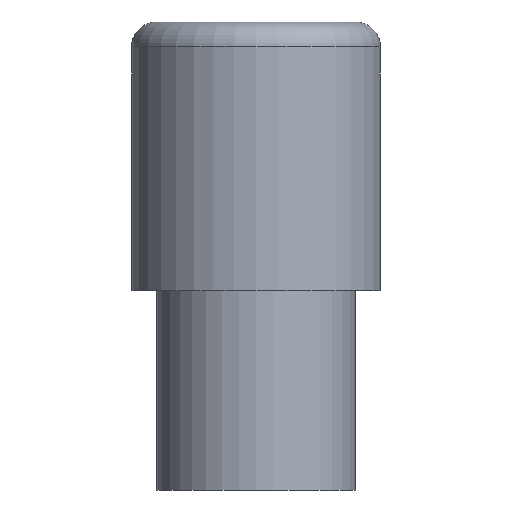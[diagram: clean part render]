
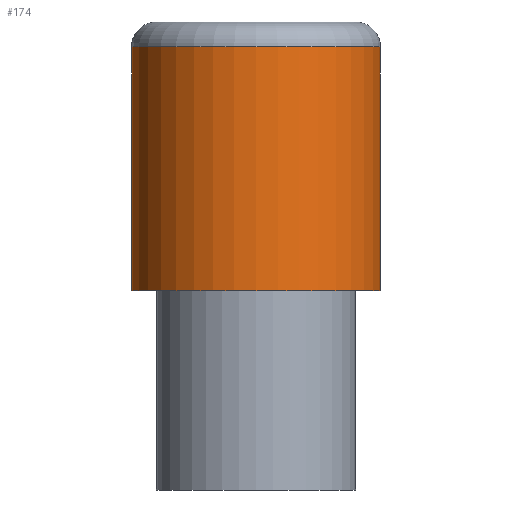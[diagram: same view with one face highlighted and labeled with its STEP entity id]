
A CAD part, left-side view. The second image highlights one B-rep face of the part: STEP entity #174.
In plain terms, the highlighted cylindrical face has radius 50 mm (diameter 100 mm), a full revolution.
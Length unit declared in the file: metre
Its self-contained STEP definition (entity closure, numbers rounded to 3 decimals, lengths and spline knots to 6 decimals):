
#29=LINE('',#350,#31);
#30=LINE('',#367,#32);
#31=VECTOR('',#247,1.);
#32=VECTOR('',#248,1.);
#33=B_SPLINE_CURVE_WITH_KNOTS('',3,(#290,#291,#292,#293,#294,#295,#296,
#297,#298,#299,#300,#301,#302,#303,#304,#305),.UNSPECIFIED.,.F.,.F.,(4,
1,1,1,1,1,1,1,1,1,1,1,1,4),(0.,0.008912,0.013368,
0.017824,0.02228,0.026736,0.031192,
0.035648,0.040104,0.044561,0.053473,
0.057929,0.062385,0.071297),.UNSPECIFIED.);
#34=B_SPLINE_CURVE_WITH_KNOTS('',3,(#313,#314,#315,#316,#317,#318,#319,
#320,#321,#322,#323,#324,#325,#326,#327,#328),.UNSPECIFIED.,.F.,.F.,(4,
1,1,1,1,1,1,1,1,1,1,1,1,4),(0.,0.008912,0.013368,0.017824,
0.02228,0.026736,0.031192,0.035648,
0.040104,0.044561,0.053473,0.057929,
0.062385,0.071297),.UNSPECIFIED.);
#35=B_SPLINE_CURVE_WITH_KNOTS('',3,(#336,#337,#338,#339,#340,#341,#342,
#343,#344,#345,#346,#347,#348,#349),.UNSPECIFIED.,.F.,.F.,(4,1,1,1,1,1,
1,1,1,1,1,4),(0.,0.007357,0.011036,
0.014714,0.022071,0.02575,0.029428,
0.033107,0.036785,0.044142,0.051499,
0.058856),.UNSPECIFIED.);
#36=B_SPLINE_CURVE_WITH_KNOTS('',3,(#352,#353,#354,#355,#356,#357,#358,
#359,#360,#361,#362,#363,#364,#365),.UNSPECIFIED.,.F.,.F.,(4,1,1,1,1,1,
1,1,1,1,1,4),(0.,0.007359,0.011038,0.014718,
0.022076,0.025756,0.029435,0.033115,
0.036794,0.044153,0.051512,0.058871),
 .UNSPECIFIED.);
#44=ORIENTED_EDGE('',*,*,#84,.T.);
#45=ORIENTED_EDGE('',*,*,#85,.T.);
#46=ORIENTED_EDGE('',*,*,#78,.F.);
#47=ORIENTED_EDGE('',*,*,#86,.T.);
#48=ORIENTED_EDGE('',*,*,#82,.F.);
#49=ORIENTED_EDGE('',*,*,#87,.F.);
#50=ORIENTED_EDGE('',*,*,#88,.F.);
#51=ORIENTED_EDGE('',*,*,#89,.F.);
#78=EDGE_CURVE('',#98,#99,#33,.T.);
#82=EDGE_CURVE('',#102,#97,#34,.T.);
#84=EDGE_CURVE('',#104,#104,#117,.F.);
#85=EDGE_CURVE('',#105,#105,#118,.T.);
#86=EDGE_CURVE('',#98,#97,#35,.T.);
#87=EDGE_CURVE('',#106,#102,#29,.F.);
#88=EDGE_CURVE('',#107,#106,#36,.T.);
#89=EDGE_CURVE('',#99,#107,#30,.F.);
#97=VERTEX_POINT('',#288);
#98=VERTEX_POINT('',#289);
#99=VERTEX_POINT('',#306);
#102=VERTEX_POINT('',#312);
#104=VERTEX_POINT('',#333);
#105=VERTEX_POINT('',#335);
#106=VERTEX_POINT('',#351);
#107=VERTEX_POINT('',#366);
#117=CIRCLE('',#207,0.05);
#118=CIRCLE('',#208,0.05);
#128=EDGE_LOOP('',(#44));
#129=EDGE_LOOP('',(#45));
#130=EDGE_LOOP('',(#46,#47,#48,#49,#50,#51));
#149=FACE_BOUND('',#128,.T.);
#150=FACE_BOUND('',#129,.T.);
#151=FACE_BOUND('',#130,.T.);
#169=CYLINDRICAL_SURFACE('',#206,0.05);
#174=ADVANCED_FACE('',(#149,#150,#151),#169,.T.);
#206=AXIS2_PLACEMENT_3D('',#331,#241,#242);
#207=AXIS2_PLACEMENT_3D('',#332,#243,#244);
#208=AXIS2_PLACEMENT_3D('',#334,#245,#246);
#241=DIRECTION('',(0.,0.,-1.));
#242=DIRECTION('',(-1.,0.,0.));
#243=DIRECTION('',(0.,0.,1.));
#244=DIRECTION('',(1.,0.,0.));
#245=DIRECTION('',(0.,0.,1.));
#246=DIRECTION('',(1.,0.,0.));
#247=DIRECTION('',(0.,0.,-1.));
#248=DIRECTION('',(0.,0.,-1.));
#288=CARTESIAN_POINT('',(0.04,-0.03,0.073129));
#289=CARTESIAN_POINT('',(0.04,-0.03,0.021933));
#290=CARTESIAN_POINT('',(0.04,-0.03,0.021933));
#291=CARTESIAN_POINT('',(0.041316,-0.028245,0.019876));
#292=CARTESIAN_POINT('',(0.043232,-0.025332,0.017092));
#293=CARTESIAN_POINT('',(0.045522,-0.020807,0.013941));
#294=CARTESIAN_POINT('',(0.047054,-0.017074,0.011897));
#295=CARTESIAN_POINT('',(0.048306,-0.013133,0.010261));
#296=CARTESIAN_POINT('',(0.049269,-0.008891,0.009023));
#297=CARTESIAN_POINT('',(0.049861,-0.004508,0.00827));
#298=CARTESIAN_POINT('',(0.050067,-0.000083,0.008009));
#299=CARTESIAN_POINT('',(0.049868,0.004452,0.008261));
#300=CARTESIAN_POINT('',(0.049087,0.010269,0.009255));
#301=CARTESIAN_POINT('',(0.047569,0.015816,0.011209));
#302=CARTESIAN_POINT('',(0.045551,0.020742,0.013902));
#303=CARTESIAN_POINT('',(0.04324,0.025325,0.01708));
#304=CARTESIAN_POINT('',(0.041318,0.028243,0.019874));
#305=CARTESIAN_POINT('',(0.04,0.03,0.021933));
#306=CARTESIAN_POINT('',(0.04,0.03,0.021933));
#312=CARTESIAN_POINT('',(0.04,0.03,0.073129));
#313=CARTESIAN_POINT('',(0.04,0.03,0.073129));
#314=CARTESIAN_POINT('',(0.041316,0.028245,0.075185));
#315=CARTESIAN_POINT('',(0.043232,0.025332,0.07797));
#316=CARTESIAN_POINT('',(0.045522,0.020807,0.08112));
#317=CARTESIAN_POINT('',(0.047054,0.017074,0.083165));
#318=CARTESIAN_POINT('',(0.048306,0.013133,0.084801));
#319=CARTESIAN_POINT('',(0.049269,0.008891,0.086039));
#320=CARTESIAN_POINT('',(0.049861,0.004508,0.086792));
#321=CARTESIAN_POINT('',(0.050067,0.000083,0.087053));
#322=CARTESIAN_POINT('',(0.049868,-0.004452,0.086801));
#323=CARTESIAN_POINT('',(0.049087,-0.010269,0.085806));
#324=CARTESIAN_POINT('',(0.047569,-0.015816,0.083852));
#325=CARTESIAN_POINT('',(0.045551,-0.020742,0.08116));
#326=CARTESIAN_POINT('',(0.04324,-0.025325,0.077982));
#327=CARTESIAN_POINT('',(0.041318,-0.028243,0.075188));
#328=CARTESIAN_POINT('',(0.04,-0.03,0.073129));
#331=CARTESIAN_POINT('',(0.,0.,0.1));
#332=CARTESIAN_POINT('',(0.,0.,0.098));
#333=CARTESIAN_POINT('',(0.05,0.,0.098));
#334=CARTESIAN_POINT('',(0.,0.,0.));
#335=CARTESIAN_POINT('',(0.05,0.,0.));
#336=CARTESIAN_POINT('',(0.04,-0.03,0.021933));
#337=CARTESIAN_POINT('',(0.038917,-0.031444,0.023633));
#338=CARTESIAN_POINT('',(0.03729,-0.033369,0.02633));
#339=CARTESIAN_POINT('',(0.035246,-0.035485,0.030252));
#340=CARTESIAN_POINT('',(0.033331,-0.037307,0.034459));
#341=CARTESIAN_POINT('',(0.031794,-0.038599,0.038953));
#342=CARTESIAN_POINT('',(0.030924,-0.039291,0.043826));
#343=CARTESIAN_POINT('',(0.0307,-0.039465,0.047495));
#344=CARTESIAN_POINT('',(0.030922,-0.039292,0.051226));
#345=CARTESIAN_POINT('',(0.031778,-0.038612,0.056044));
#346=CARTESIAN_POINT('',(0.033724,-0.036975,0.061751));
#347=CARTESIAN_POINT('',(0.036722,-0.03404,0.067786));
#348=CARTESIAN_POINT('',(0.038917,-0.031445,0.071429));
#349=CARTESIAN_POINT('',(0.04,-0.03,0.073129));
#350=CARTESIAN_POINT('',(0.04,0.03,0.1));
#351=CARTESIAN_POINT('',(0.04,0.03,0.073104));
#352=CARTESIAN_POINT('',(0.04,0.03,0.021949));
#353=CARTESIAN_POINT('',(0.038914,0.031448,0.023645));
#354=CARTESIAN_POINT('',(0.037282,0.033378,0.026336));
#355=CARTESIAN_POINT('',(0.035231,0.0355,0.030253));
#356=CARTESIAN_POINT('',(0.033308,0.037328,0.034455));
#357=CARTESIAN_POINT('',(0.031763,0.038625,0.038947));
#358=CARTESIAN_POINT('',(0.030888,0.03932,0.043821));
#359=CARTESIAN_POINT('',(0.030662,0.039495,0.047489));
#360=CARTESIAN_POINT('',(0.030886,0.039321,0.051223));
#361=CARTESIAN_POINT('',(0.031746,0.038639,0.056039));
#362=CARTESIAN_POINT('',(0.033702,0.036995,0.061744));
#363=CARTESIAN_POINT('',(0.036712,0.034052,0.067772));
#364=CARTESIAN_POINT('',(0.038914,0.031448,0.071409));
#365=CARTESIAN_POINT('',(0.04,0.03,0.073104));
#366=CARTESIAN_POINT('',(0.04,0.03,0.021949));
#367=CARTESIAN_POINT('',(0.04,0.03,0.1));
